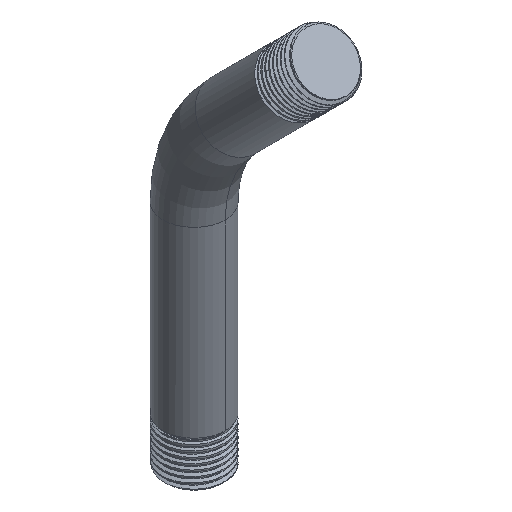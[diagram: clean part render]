
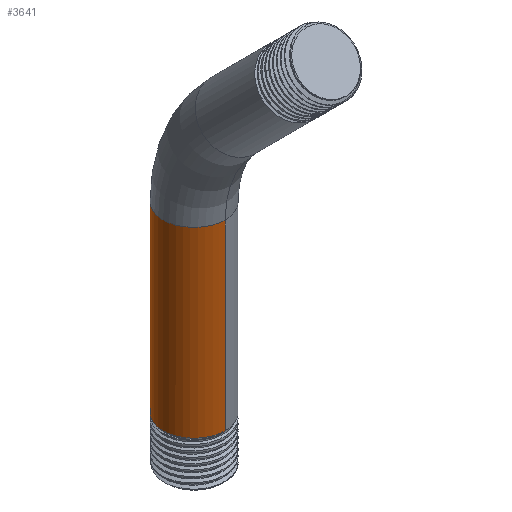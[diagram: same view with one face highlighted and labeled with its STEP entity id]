
A CAD part, isometric view. The second image highlights one B-rep face of the part: STEP entity #3641.
In plain terms, the highlighted cylindrical face has radius 10.319 mm (diameter 20.637 mm), a partial arc.
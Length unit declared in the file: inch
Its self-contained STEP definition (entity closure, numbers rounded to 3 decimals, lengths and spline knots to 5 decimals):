
#343=DIRECTION('',(0.,0.,1.));
#344=VECTOR('',#343,2.38445);
#345=CARTESIAN_POINT('',(0.,-0.40625,0.61555));
#346=LINE('',#345,#344);
#915=DIRECTION('',(0.,0.,1.));
#916=VECTOR('',#915,2.38445);
#917=CARTESIAN_POINT('',(0.,0.40625,0.61555));
#918=LINE('',#917,#916);
#1210=CARTESIAN_POINT('',(0.,0.,0.61555));
#1211=DIRECTION('',(0.,0.,1.));
#1212=DIRECTION('',(0.,1.,0.));
#1213=AXIS2_PLACEMENT_3D('',#1210,#1211,#1212);
#1228=CARTESIAN_POINT('',(0.,0.,0.61555));
#1229=DIRECTION('',(0.,0.,1.));
#1230=DIRECTION('',(-1.,0.001,0.));
#1231=AXIS2_PLACEMENT_3D('',#1228,#1229,#1230);
#1362=CARTESIAN_POINT('',(0.,0.,3.));
#1363=DIRECTION('',(0.,0.,1.));
#1364=DIRECTION('',(0.,1.,0.));
#1365=AXIS2_PLACEMENT_3D('',#1362,#1363,#1364);
#2752=CARTESIAN_POINT('',(0.,-0.40625,3.));
#2753=CARTESIAN_POINT('',(0.,0.40625,3.));
#2754=VERTEX_POINT('',#2752);
#2755=VERTEX_POINT('',#2753);
#2819=CARTESIAN_POINT('',(0.,0.40625,0.61555));
#2821=VERTEX_POINT('',#2819);
#2822=CARTESIAN_POINT('',(0.,-0.40625,0.61555));
#2823=VERTEX_POINT('',#2822);
#2824=CARTESIAN_POINT('',(-0.40625,0.00045,
0.61555));
#2825=VERTEX_POINT('',#2824);
#3626=CARTESIAN_POINT('',(0.,0.,0.));
#3627=DIRECTION('',(0.,0.,1.));
#3628=DIRECTION('',(0.,-1.,0.));
#3629=AXIS2_PLACEMENT_3D('',#3626,#3627,#3628);
#3630=CYLINDRICAL_SURFACE('',#3629,0.40625);
#3632=ORIENTED_EDGE('',*,*,#3631,.F.);
#3633=ORIENTED_EDGE('',*,*,#3197,.T.);
#3635=ORIENTED_EDGE('',*,*,#3634,.T.);
#3636=ORIENTED_EDGE('',*,*,#3193,.F.);
#3638=ORIENTED_EDGE('',*,*,#3637,.F.);
#3639=EDGE_LOOP('',(#3632,#3633,#3635,#3636,#3638));
#3640=FACE_OUTER_BOUND('',#3639,.F.);
#3641=ADVANCED_FACE('',(#3640),#3630,.T.);
#1214=CIRCLE('',#1213,0.40625);
#1232=CIRCLE('',#1231,0.40625);
#1366=CIRCLE('',#1365,0.40625);
#3193=EDGE_CURVE('',#2823,#2754,#346,.T.);
#3197=EDGE_CURVE('',#2821,#2755,#918,.T.);
#3631=EDGE_CURVE('',#2821,#2825,#1214,.T.);
#3634=EDGE_CURVE('',#2755,#2754,#1366,.T.);
#3637=EDGE_CURVE('',#2825,#2823,#1232,.T.);
